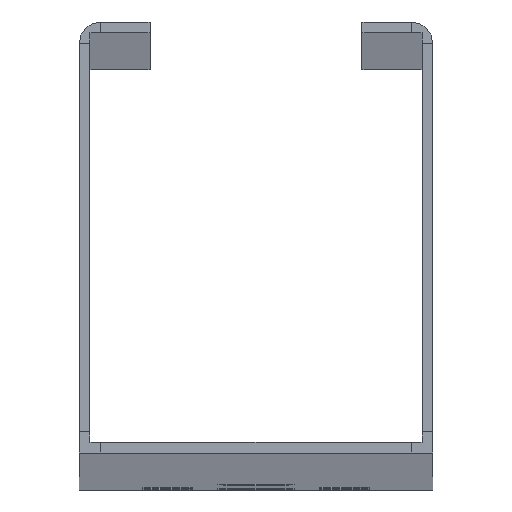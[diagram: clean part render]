
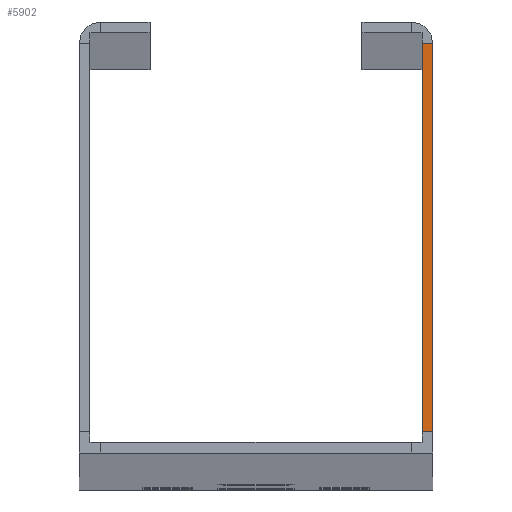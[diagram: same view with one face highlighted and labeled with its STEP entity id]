
A CAD part, top view. The second image highlights one B-rep face of the part: STEP entity #5902.
In plain terms, the highlighted planar face has unit normal (0, 0, 1).
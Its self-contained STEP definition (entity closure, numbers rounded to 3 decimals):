
#84 = LINE ( 'NONE', #2582, #4407 ) ;
#282 = ORIENTED_EDGE ( 'NONE', *, *, #5142, .T. ) ;
#383 = VERTEX_POINT ( 'NONE', #2381 ) ;
#511 = CARTESIAN_POINT ( 'NONE',  ( 22., 59.5, 3000. ) ) ;
#603 = VECTOR ( 'NONE', #3024, 1000. ) ;
#661 = LINE ( 'NONE', #730, #3317 ) ;
#666 = EDGE_CURVE ( 'NONE', #383, #5339, #828, .T. ) ;
#730 = CARTESIAN_POINT ( 'NONE',  ( 25., 58., 3000. ) ) ;
#750 = EDGE_CURVE ( 'NONE', #4727, #5339, #5834, .T. ) ;
#809 = CARTESIAN_POINT ( 'NONE',  ( 23.5, 58., 3000. ) ) ;
#828 = LINE ( 'NONE', #4872, #2415 ) ;
#875 = EDGE_LOOP ( 'NONE', ( #893, #282, #938, #3846 ) ) ;
#893 = ORIENTED_EDGE ( 'NONE', *, *, #750, .F. ) ;
#938 = ORIENTED_EDGE ( 'NONE', *, *, #4206, .T. ) ;
#973 = AXIS2_PLACEMENT_3D ( 'NONE', #511, #4581, #1607 ) ;
#1607 = DIRECTION ( 'NONE',  ( 1., 0., 0. ) ) ;
#2381 = CARTESIAN_POINT ( 'NONE',  ( 23.5, 3., 3000. ) ) ;
#2415 = VECTOR ( 'NONE', #3296, 1000. ) ;
#2582 = CARTESIAN_POINT ( 'NONE',  ( 23.5, 0., 3000. ) ) ;
#2636 = CARTESIAN_POINT ( 'NONE',  ( 25., 58., 3000. ) ) ;
#3024 = DIRECTION ( 'NONE',  ( 0., -1., 0. ) ) ;
#3135 = DIRECTION ( 'NONE',  ( -1., 0., 0. ) ) ;
#3296 = DIRECTION ( 'NONE',  ( 1., 0., 0. ) ) ;
#3317 = VECTOR ( 'NONE', #3135, 1000. ) ;
#3658 = DIRECTION ( 'NONE',  ( 0., -1., 0. ) ) ;
#3846 = ORIENTED_EDGE ( 'NONE', *, *, #666, .T. ) ;
#3932 = CARTESIAN_POINT ( 'NONE',  ( 25., 0., 3000. ) ) ;
#3937 = CARTESIAN_POINT ( 'NONE',  ( 25., 3., 3000. ) ) ;
#4206 = EDGE_CURVE ( 'NONE', #6181, #383, #84, .T. ) ;
#4407 = VECTOR ( 'NONE', #3658, 1000. ) ;
#4581 = DIRECTION ( 'NONE',  ( 0., 0., 1. ) ) ;
#4727 = VERTEX_POINT ( 'NONE', #2636 ) ;
#4872 = CARTESIAN_POINT ( 'NONE',  ( 23.5, 3., 3000. ) ) ;
#5103 = FACE_OUTER_BOUND ( 'NONE', #875, .T. ) ;
#5142 = EDGE_CURVE ( 'NONE', #4727, #6181, #661, .T. ) ;
#5339 = VERTEX_POINT ( 'NONE', #3937 ) ;
#5671 = PLANE ( 'NONE',  #973 ) ;
#5834 = LINE ( 'NONE', #3932, #603 ) ;
#5902 = ADVANCED_FACE ( 'NONE', ( #5103 ), #5671, .T. ) ;
#6181 = VERTEX_POINT ( 'NONE', #809 ) ;
